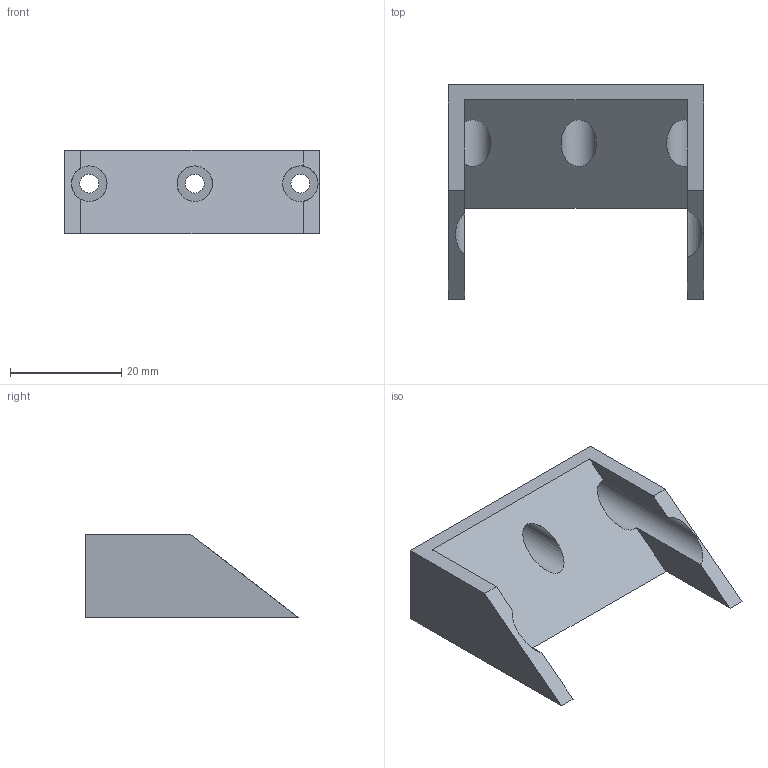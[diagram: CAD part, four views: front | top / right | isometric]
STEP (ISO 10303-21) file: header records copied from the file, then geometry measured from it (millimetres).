
FILE_DESCRIPTION(('FreeCAD Model'),'2;1');
FILE_NAME('09_FanDuctMount_RL.step','2019-07-15T14:34:20',(''),(''), 'Open CASCADE STEP processor 7.2','FreeCAD','Unknown');
FILE_SCHEMA(('AUTOMOTIVE_DESIGN { 1 0 10303 214 1 1 1 1 }'));
Length unit declared in the file: millimetre
Products named in the file (1): FanDuctMount_RL
Bounding box: 46 x 38.52 x 15 mm (x, y, z)
Volume: 8843.8 mm3; surface area: 5037.4 mm2
Topology: 1 solids, 1 shells, 21 faces, 54 edges, 36 vertices
Faces by surface type: plane 15, cylinder 6
Full cylindrical faces by diameter (mm): 3.4 x3, 6.4 x3
Entity records: 1453 total; most frequent: CARTESIAN_POINT 397, DIRECTION 172, ORIENTED_EDGE 108, PCURVE 108, DEFINITIONAL_REPRESENTATION 108, LINE 83, VECTOR 83, EDGE_CURVE 54
